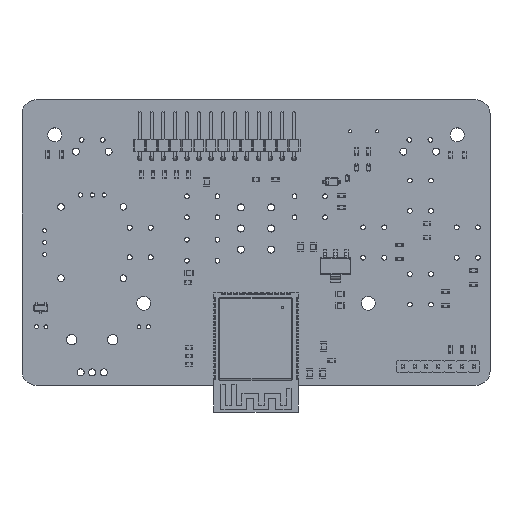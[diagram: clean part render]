
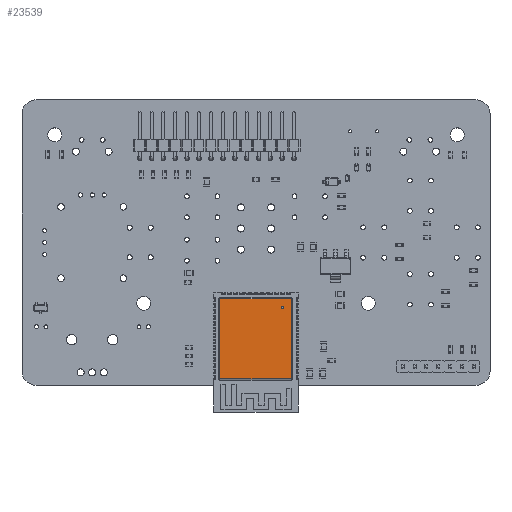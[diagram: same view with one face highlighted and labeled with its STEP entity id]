
A CAD part, top view. The second image highlights one B-rep face of the part: STEP entity #23539.
In plain terms, the highlighted planar face has unit normal (0, 0, 1).
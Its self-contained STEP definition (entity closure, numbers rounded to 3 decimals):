
#23363 = VERTEX_POINT('',#23364);
#23364 = CARTESIAN_POINT('',(-7.55,5.65,3.1));
#23371 = EDGE_CURVE('',#23363,#23372,#23374,.T.);
#23372 = VERTEX_POINT('',#23373);
#23373 = CARTESIAN_POINT('',(7.75,5.65,3.1));
#23374 = LINE('',#23375,#23376);
#23375 = CARTESIAN_POINT('',(-7.8,5.65,3.1));
#23376 = VECTOR('',#23377,1.);
#23377 = DIRECTION('',(1.,0.,0.));
#23539 = ADVANCED_FACE('',(#23540,#23565),#23576,.T.);
#23540 = FACE_BOUND('',#23541,.T.);
#23541 = EDGE_LOOP('',(#23542,#23552,#23558,#23559));
#23542 = ORIENTED_EDGE('',*,*,#23543,.F.);
#23543 = EDGE_CURVE('',#23544,#23546,#23548,.T.);
#23544 = VERTEX_POINT('',#23545);
#23545 = CARTESIAN_POINT('',(7.75,-11.45,3.1));
#23546 = VERTEX_POINT('',#23547);
#23547 = CARTESIAN_POINT('',(-7.55,-11.45,3.1));
#23548 = LINE('',#23549,#23550);
#23549 = CARTESIAN_POINT('',(8.,-11.45,3.1));
#23550 = VECTOR('',#23551,1.);
#23551 = DIRECTION('',(-1.,0.,0.));
#23552 = ORIENTED_EDGE('',*,*,#23553,.F.);
#23553 = EDGE_CURVE('',#23372,#23544,#23554,.T.);
#23554 = LINE('',#23555,#23556);
#23555 = CARTESIAN_POINT('',(7.75,5.9,3.1));
#23556 = VECTOR('',#23557,1.);
#23557 = DIRECTION('',(0.,-1.,0.));
#23558 = ORIENTED_EDGE('',*,*,#23371,.F.);
#23559 = ORIENTED_EDGE('',*,*,#23560,.F.);
#23560 = EDGE_CURVE('',#23546,#23363,#23561,.T.);
#23561 = LINE('',#23562,#23563);
#23562 = CARTESIAN_POINT('',(-7.55,-11.7,3.1));
#23563 = VECTOR('',#23564,1.);
#23564 = DIRECTION('',(0.,1.,0.));
#23565 = FACE_BOUND('',#23566,.T.);
#23566 = EDGE_LOOP('',(#23567));
#23567 = ORIENTED_EDGE('',*,*,#23568,.F.);
#23568 = EDGE_CURVE('',#23569,#23569,#23571,.T.);
#23569 = VERTEX_POINT('',#23570);
#23570 = CARTESIAN_POINT('',(-5.35,-9.6,3.1));
#23571 = CIRCLE('',#23572,0.25);
#23572 = AXIS2_PLACEMENT_3D('',#23573,#23574,#23575);
#23573 = CARTESIAN_POINT('',(-5.6,-9.6,3.1));
#23574 = DIRECTION('',(0.,0.,1.));
#23575 = DIRECTION('',(1.,0.,-0.));
#23576 = PLANE('',#23577);
#23577 = AXIS2_PLACEMENT_3D('',#23578,#23579,#23580);
#23578 = CARTESIAN_POINT('',(0.1,-2.9,3.1));
#23579 = DIRECTION('',(0.,0.,1.));
#23580 = DIRECTION('',(1.,0.,-0.));
